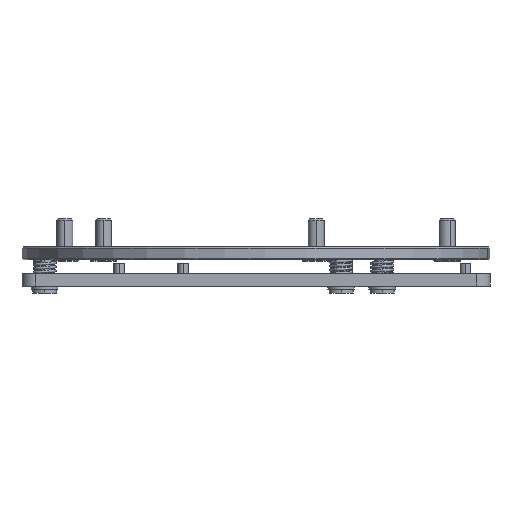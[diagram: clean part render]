
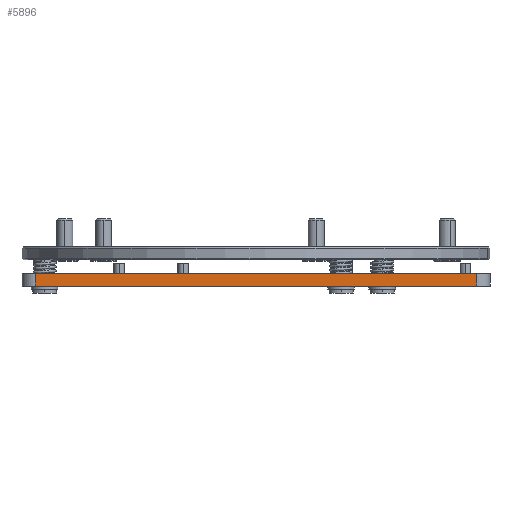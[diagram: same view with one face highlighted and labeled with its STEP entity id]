
A CAD part, left-side view. The second image highlights one B-rep face of the part: STEP entity #5896.
In plain terms, the highlighted planar face has unit normal (-1, 0, 0).
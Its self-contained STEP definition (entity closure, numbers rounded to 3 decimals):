
#182 = DIRECTION ( 'NONE',  ( 0., 0., 1. ) ) ;
#486 = VERTEX_POINT ( 'NONE', #5902 ) ;
#1012 = FACE_OUTER_BOUND ( 'NONE', #8435, .T. ) ;
#1027 = LINE ( 'NONE', #10052, #8946 ) ;
#1030 = AXIS2_PLACEMENT_3D ( 'NONE', #10944, #5685, #2694 ) ;
#1064 = LINE ( 'NONE', #4722, #8313 ) ;
#1069 = LINE ( 'NONE', #8417, #10093 ) ;
#1206 = VECTOR ( 'NONE', #3076, 1000. ) ;
#1702 = EDGE_CURVE ( 'NONE', #9910, #486, #1027, .T. ) ;
#2306 = EDGE_CURVE ( 'NONE', #7201, #5771, #1064, .T. ) ;
#2694 = DIRECTION ( 'NONE',  ( 0., 0., -1. ) ) ;
#2756 = CARTESIAN_POINT ( 'NONE',  ( -88., -83., 0.2 ) ) ;
#3076 = DIRECTION ( 'NONE',  ( 0., 0., -1. ) ) ;
#3210 = ORIENTED_EDGE ( 'NONE', *, *, #5499, .T. ) ;
#3592 = PLANE ( 'NONE',  #1030 ) ;
#4722 = CARTESIAN_POINT ( 'NONE',  ( -88., -88., 0.2 ) ) ;
#4866 = ORIENTED_EDGE ( 'NONE', *, *, #9206, .T. ) ;
#5499 = EDGE_CURVE ( 'NONE', #486, #7201, #11521, .T. ) ;
#5685 = DIRECTION ( 'NONE',  ( 1., 0., 0. ) ) ;
#5771 = VERTEX_POINT ( 'NONE', #2756 ) ;
#5896 = ADVANCED_FACE ( 'NONE', ( #1012 ), #3592, .F. ) ;
#5902 = CARTESIAN_POINT ( 'NONE',  ( -88., 83., 4.8 ) ) ;
#6023 = CARTESIAN_POINT ( 'NONE',  ( -88., 83., 5. ) ) ;
#6783 = ORIENTED_EDGE ( 'NONE', *, *, #2306, .T. ) ;
#7201 = VERTEX_POINT ( 'NONE', #10396 ) ;
#8313 = VECTOR ( 'NONE', #8413, 1000. ) ;
#8413 = DIRECTION ( 'NONE',  ( 0., -1., 0. ) ) ;
#8417 = CARTESIAN_POINT ( 'NONE',  ( -88., -83., 5. ) ) ;
#8435 = EDGE_LOOP ( 'NONE', ( #3210, #6783, #4866, #10453 ) ) ;
#8946 = VECTOR ( 'NONE', #10000, 1000. ) ;
#9152 = CARTESIAN_POINT ( 'NONE',  ( -88., -83., 4.8 ) ) ;
#9206 = EDGE_CURVE ( 'NONE', #5771, #9910, #1069, .T. ) ;
#9910 = VERTEX_POINT ( 'NONE', #9152 ) ;
#10000 = DIRECTION ( 'NONE',  ( 0., 1., 0. ) ) ;
#10052 = CARTESIAN_POINT ( 'NONE',  ( -88., 83., 4.8 ) ) ;
#10093 = VECTOR ( 'NONE', #182, 1000. ) ;
#10396 = CARTESIAN_POINT ( 'NONE',  ( -88., 83., 0.2 ) ) ;
#10453 = ORIENTED_EDGE ( 'NONE', *, *, #1702, .T. ) ;
#10944 = CARTESIAN_POINT ( 'NONE',  ( -88., -88., 5. ) ) ;
#11521 = LINE ( 'NONE', #6023, #1206 ) ;
